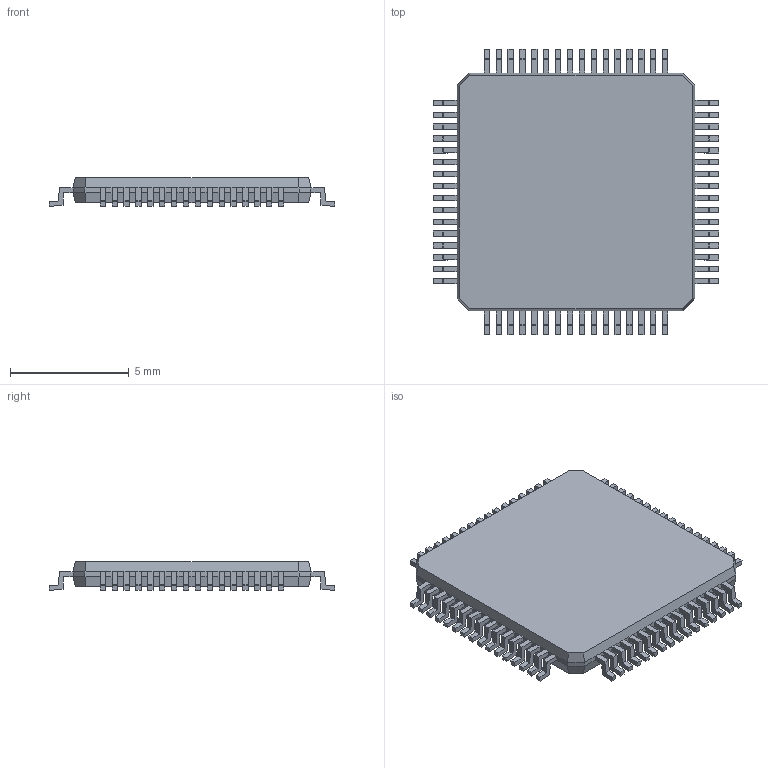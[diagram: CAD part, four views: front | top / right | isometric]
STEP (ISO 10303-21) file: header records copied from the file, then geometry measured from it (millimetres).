
FILE_DESCRIPTION( ( '' ), ' ' );
FILE_NAME( '59e1b47394518f0f2e5064ba.step', '2017-10-14T06:53:40', ( '' ), ( '' ), ' ', ' ', ' ' );
FILE_SCHEMA( ( 'AUTOMOTIVE_DESIGN { 1 0 10303 214 1 1 1 1 }' ) );
Length unit declared in the file: metre
Products named in the file (1): Open CASCADE STEP translator 6.8 2
Bounding box: 12.02 x 12.02 x 1.2 mm (x, y, z)
Volume: 107.3 mm3; surface area: 315 mm2
Topology: 1 solids, 1 shells, 666 faces, 1720 edges, 1056 vertices
Faces by surface type: plane 666
Entity records: 33432 total; most frequent: CARTESIAN_POINT 3443, ORIENTED_EDGE 3440, DIRECTION 3054, STYLED_ITEM 2386, PRESENTATION_STYLE_ASSIGNMENT 2386, COLOUR_RGB 2386, EDGE_CURVE 1720, CURVE_STYLE 1720
